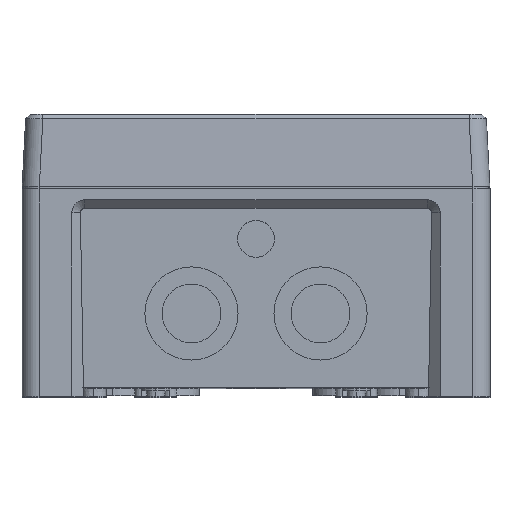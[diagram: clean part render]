
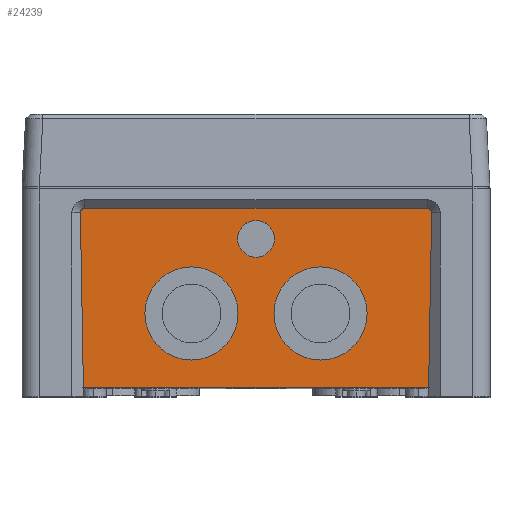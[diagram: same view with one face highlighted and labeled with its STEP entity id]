
A CAD part, top view. The second image highlights one B-rep face of the part: STEP entity #24239.
In plain terms, the highlighted planar face has unit normal (0, -0.018, 1).
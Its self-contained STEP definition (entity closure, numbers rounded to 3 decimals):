
#164 = VERTEX_POINT ( 'NONE', #14799 ) ;
#283 = CIRCLE ( 'NONE', #7734, 16.25 ) ;
#823 = VERTEX_POINT ( 'NONE', #19327 ) ;
#857 = CARTESIAN_POINT ( 'NONE',  ( -61.257, -8.197, 97.657 ) ) ;
#928 = DIRECTION ( 'NONE',  ( 0., -1., -0.017 ) ) ;
#1165 = CARTESIAN_POINT ( 'NONE',  ( -59.7, -6.717, 97.683 ) ) ;
#1417 = ORIENTED_EDGE ( 'NONE', *, *, #25441, .F. ) ;
#1418 = DIRECTION ( 'NONE',  ( 0., -1., -0.017 ) ) ;
#1798 = ORIENTED_EDGE ( 'NONE', *, *, #15290, .F. ) ;
#2274 = VERTEX_POINT ( 'NONE', #11318 ) ;
#2275 = CARTESIAN_POINT ( 'NONE',  ( -59.7, -6.717, 97.683 ) ) ;
#2648 = ORIENTED_EDGE ( 'NONE', *, *, #4983, .T. ) ;
#2934 = EDGE_CURVE ( 'NONE', #2274, #32844, #29400, .T. ) ;
#3099 = EDGE_CURVE ( 'NONE', #17239, #29963, #5146, .T. ) ;
#3410 = CARTESIAN_POINT ( 'NONE',  ( -81.6, 0., 97.8 ) ) ;
#3536 = VERTEX_POINT ( 'NONE', #12613 ) ;
#3573 = FACE_OUTER_BOUND ( 'NONE', #4577, .T. ) ;
#4070 = FACE_BOUND ( 'NONE', #11710, .T. ) ;
#4577 = EDGE_LOOP ( 'NONE', ( #2648, #22298, #1417, #6477, #21207, #23605 ) ) ;
#4778 = LINE ( 'NONE', #2275, #23104 ) ;
#4983 = EDGE_CURVE ( 'NONE', #9823, #29963, #14370, .T. ) ;
#5146 = LINE ( 'NONE', #15489, #20910 ) ;
#5496 = DIRECTION ( 'NONE',  ( 0., -1., -0.017 ) ) ;
#5525 = CARTESIAN_POINT ( 'NONE',  ( 22.5, -43.404, 97.042 ) ) ;
#5586 = CARTESIAN_POINT ( 'NONE',  ( 61.255, -8.3, 97.655 ) ) ;
#6463 = CARTESIAN_POINT ( 'NONE',  ( 61.271, -7.376, 97.671 ) ) ;
#6477 = ORIENTED_EDGE ( 'NONE', *, *, #9352, .F. ) ;
#7002 = CARTESIAN_POINT ( 'NONE',  ( 59.7, -6.717, 97.683 ) ) ;
#7734 = AXIS2_PLACEMENT_3D ( 'NONE', #5525, #31346, #20843 ) ;
#8879 = CARTESIAN_POINT ( 'NONE',  ( 22.5, -59.651, 96.759 ) ) ;
#8953 = CARTESIAN_POINT ( 'NONE',  ( 61.255, -8.3, 97.655 ) ) ;
#8981 = ORIENTED_EDGE ( 'NONE', *, *, #13393, .F. ) ;
#9016 = CIRCLE ( 'NONE', #32455, 6.4 ) ;
#9076 = DIRECTION ( 'NONE',  ( 0., -0.017, 1. ) ) ;
#9267 =( BOUNDED_CURVE ( )  B_SPLINE_CURVE ( 3, ( #24277, #24780, #6463, #8953 ),
 .UNSPECIFIED., .F., .F. ) 
 B_SPLINE_CURVE_WITH_KNOTS ( ( 4, 4 ),
 ( 0., 1.588 ),
 .UNSPECIFIED. ) 
 CURVE ( )  GEOMETRIC_REPRESENTATION_ITEM ( )  RATIONAL_B_SPLINE_CURVE ( ( 1., 0.801, 0.801, 1. ) ) 
 REPRESENTATION_ITEM ( '' )  );
#9296 = ORIENTED_EDGE ( 'NONE', *, *, #32321, .F. ) ;
#9352 = EDGE_CURVE ( 'NONE', #3536, #27238, #4778, .T. ) ;
#9362 = CARTESIAN_POINT ( 'NONE',  ( 0., -11.009, 97.608 ) ) ;
#9562 = AXIS2_PLACEMENT_3D ( 'NONE', #3410, #23902, #928 ) ;
#9823 = VERTEX_POINT ( 'NONE', #25049 ) ;
#10836 = CARTESIAN_POINT ( 'NONE',  ( 0., -17.408, 97.496 ) ) ;
#10992 = DIRECTION ( 'NONE',  ( 0., -1., -0.017 ) ) ;
#11318 = CARTESIAN_POINT ( 'NONE',  ( -22.5, -59.651, 96.759 ) ) ;
#11419 =( BOUNDED_CURVE ( )  B_SPLINE_CURVE ( 3, ( #23991, #13994, #28823, #1165 ),
 .UNSPECIFIED., .F., .F. ) 
 B_SPLINE_CURVE_WITH_KNOTS ( ( 4, 4 ),
 ( 4.695, 6.283 ),
 .UNSPECIFIED. ) 
 CURVE ( )  GEOMETRIC_REPRESENTATION_ITEM ( )  RATIONAL_B_SPLINE_CURVE ( ( 1., 0.801, 0.801, 1. ) ) 
 REPRESENTATION_ITEM ( '' )  );
#11504 = LINE ( 'NONE', #857, #26494 ) ;
#11710 = EDGE_LOOP ( 'NONE', ( #8981, #9296 ) ) ;
#11711 = DIRECTION ( 'NONE',  ( 1., 0., 0. ) ) ;
#12033 = VERTEX_POINT ( 'NONE', #28764 ) ;
#12613 = CARTESIAN_POINT ( 'NONE',  ( -59.7, -6.717, 97.683 ) ) ;
#13006 = CARTESIAN_POINT ( 'NONE',  ( 0., -17.408, 97.496 ) ) ;
#13025 = CIRCLE ( 'NONE', #22569, 16.25 ) ;
#13393 = EDGE_CURVE ( 'NONE', #28259, #164, #27534, .T. ) ;
#13994 = CARTESIAN_POINT ( 'NONE',  ( -61.271, -7.376, 97.671 ) ) ;
#14370 = LINE ( 'NONE', #32353, #28973 ) ;
#14799 = CARTESIAN_POINT ( 'NONE',  ( 22.5, -27.156, 97.326 ) ) ;
#15100 = CARTESIAN_POINT ( 'NONE',  ( -22.5, -43.404, 97.042 ) ) ;
#15290 = EDGE_CURVE ( 'NONE', #23714, #823, #9016, .T. ) ;
#15489 = CARTESIAN_POINT ( 'NONE',  ( 61.257, -8.197, 97.657 ) ) ;
#15522 = EDGE_LOOP ( 'NONE', ( #26090, #32145 ) ) ;
#16516 = CARTESIAN_POINT ( 'NONE',  ( 60.189, -69.4, 96.589 ) ) ;
#16915 = CARTESIAN_POINT ( 'NONE',  ( -22.5, -43.404, 97.042 ) ) ;
#17239 = VERTEX_POINT ( 'NONE', #5586 ) ;
#19022 = AXIS2_PLACEMENT_3D ( 'NONE', #19915, #24909, #24410 ) ;
#19327 = CARTESIAN_POINT ( 'NONE',  ( 0., -23.807, 97.384 ) ) ;
#19455 = ORIENTED_EDGE ( 'NONE', *, *, #22213, .F. ) ;
#19915 = CARTESIAN_POINT ( 'NONE',  ( 22.5, -43.404, 97.042 ) ) ;
#20141 = AXIS2_PLACEMENT_3D ( 'NONE', #10836, #20823, #5496 ) ;
#20823 = DIRECTION ( 'NONE',  ( 0., -0.017, 1. ) ) ;
#20843 = DIRECTION ( 'NONE',  ( 0., 1., 0.017 ) ) ;
#20910 = VECTOR ( 'NONE', #28289, 1000. ) ;
#21207 = ORIENTED_EDGE ( 'NONE', *, *, #24885, .F. ) ;
#22213 = EDGE_CURVE ( 'NONE', #823, #23714, #23867, .T. ) ;
#22298 = ORIENTED_EDGE ( 'NONE', *, *, #3099, .F. ) ;
#22569 = AXIS2_PLACEMENT_3D ( 'NONE', #16915, #9076, #1418 ) ;
#23104 = VECTOR ( 'NONE', #25086, 1000. ) ;
#23605 = ORIENTED_EDGE ( 'NONE', *, *, #25902, .T. ) ;
#23714 = VERTEX_POINT ( 'NONE', #9362 ) ;
#23867 = CIRCLE ( 'NONE', #20141, 6.4 ) ;
#23902 = DIRECTION ( 'NONE',  ( 0., -0.017, 1. ) ) ;
#23991 = CARTESIAN_POINT ( 'NONE',  ( -61.255, -8.3, 97.655 ) ) ;
#24055 = FACE_BOUND ( 'NONE', #15522, .T. ) ;
#24113 = CARTESIAN_POINT ( 'NONE',  ( -22.5, -27.156, 97.326 ) ) ;
#24239 = ADVANCED_FACE ( 'NONE', ( #29230, #4070, #24055, #3573 ), #29387, .T. ) ;
#24277 = CARTESIAN_POINT ( 'NONE',  ( 59.7, -6.717, 97.683 ) ) ;
#24410 = DIRECTION ( 'NONE',  ( 0., 1., 0.017 ) ) ;
#24780 = CARTESIAN_POINT ( 'NONE',  ( 60.624, -6.717, 97.683 ) ) ;
#24885 = EDGE_CURVE ( 'NONE', #12033, #3536, #11419, .T. ) ;
#24909 = DIRECTION ( 'NONE',  ( 0., -0.017, 1. ) ) ;
#25049 = CARTESIAN_POINT ( 'NONE',  ( -60.189, -69.4, 96.589 ) ) ;
#25086 = DIRECTION ( 'NONE',  ( 1., 0., 0. ) ) ;
#25247 = DIRECTION ( 'NONE',  ( 0., -1., -0.017 ) ) ;
#25441 = EDGE_CURVE ( 'NONE', #27238, #17239, #9267, .T. ) ;
#25902 = EDGE_CURVE ( 'NONE', #12033, #9823, #11504, .T. ) ;
#25976 = DIRECTION ( 'NONE',  ( 0., -0.017, 1. ) ) ;
#26090 = ORIENTED_EDGE ( 'NONE', *, *, #2934, .F. ) ;
#26494 = VECTOR ( 'NONE', #31815, 1000. ) ;
#27238 = VERTEX_POINT ( 'NONE', #7002 ) ;
#27534 = CIRCLE ( 'NONE', #19022, 16.25 ) ;
#28259 = VERTEX_POINT ( 'NONE', #8879 ) ;
#28289 = DIRECTION ( 'NONE',  ( -0.017, -1., -0.017 ) ) ;
#28764 = CARTESIAN_POINT ( 'NONE',  ( -61.255, -8.3, 97.655 ) ) ;
#28823 = CARTESIAN_POINT ( 'NONE',  ( -60.624, -6.717, 97.683 ) ) ;
#28973 = VECTOR ( 'NONE', #11711, 1000. ) ;
#29230 = FACE_BOUND ( 'NONE', #29666, .T. ) ;
#29387 = PLANE ( 'NONE',  #9562 ) ;
#29400 = CIRCLE ( 'NONE', #31012, 16.25 ) ;
#29666 = EDGE_LOOP ( 'NONE', ( #19455, #1798 ) ) ;
#29963 = VERTEX_POINT ( 'NONE', #16516 ) ;
#30353 = EDGE_CURVE ( 'NONE', #32844, #2274, #13025, .T. ) ;
#30921 = DIRECTION ( 'NONE',  ( 0., -0.017, 1. ) ) ;
#31012 = AXIS2_PLACEMENT_3D ( 'NONE', #15100, #30921, #25247 ) ;
#31346 = DIRECTION ( 'NONE',  ( 0., -0.017, 1. ) ) ;
#31815 = DIRECTION ( 'NONE',  ( 0.017, -1., -0.017 ) ) ;
#32145 = ORIENTED_EDGE ( 'NONE', *, *, #30353, .F. ) ;
#32321 = EDGE_CURVE ( 'NONE', #164, #28259, #283, .T. ) ;
#32353 = CARTESIAN_POINT ( 'NONE',  ( -81.6, -69.4, 96.589 ) ) ;
#32455 = AXIS2_PLACEMENT_3D ( 'NONE', #13006, #25976, #10992 ) ;
#32844 = VERTEX_POINT ( 'NONE', #24113 ) ;
